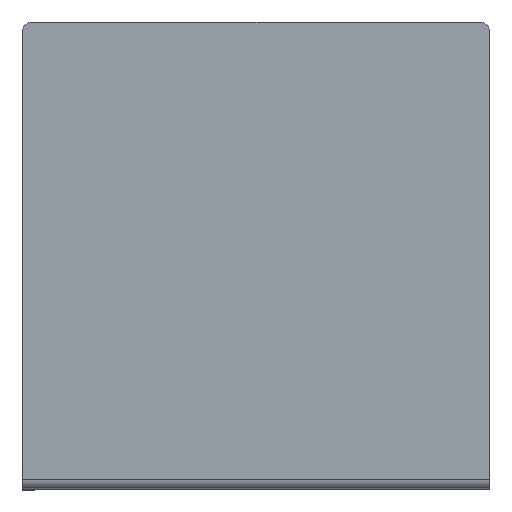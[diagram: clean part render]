
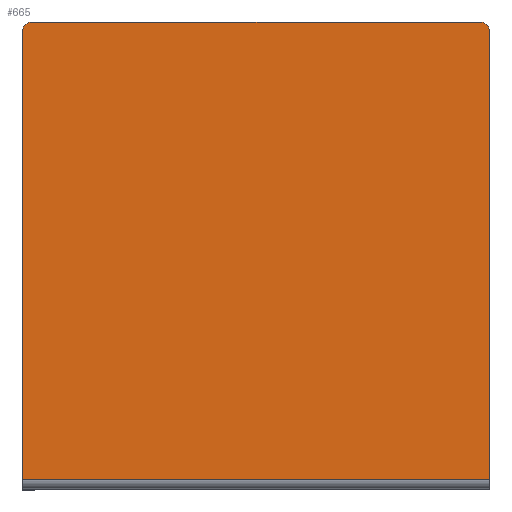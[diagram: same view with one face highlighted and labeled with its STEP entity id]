
A CAD part, top view. The second image highlights one B-rep face of the part: STEP entity #665.
In plain terms, the highlighted planar face has unit normal (0, 0, 1).
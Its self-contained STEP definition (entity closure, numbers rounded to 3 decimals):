
#45=PLANE('',#826);
#93=FACE_OUTER_BOUND('',#133,.T.);
#133=EDGE_LOOP('',(#557,#558,#559,#560,#561,#562));
#165=LINE('',#1168,#213);
#173=LINE('',#1195,#221);
#179=LINE('',#1212,#227);
#182=LINE('',#1218,#230);
#213=VECTOR('',#980,10.);
#221=VECTOR('',#1008,10.);
#227=VECTOR('',#1024,10.);
#230=VECTOR('',#1033,10.);
#256=CIRCLE('',#804,0.1);
#258=CIRCLE('',#809,0.1);
#293=VERTEX_POINT('',#1151);
#294=VERTEX_POINT('',#1153);
#299=VERTEX_POINT('',#1167);
#300=VERTEX_POINT('',#1171);
#308=VERTEX_POINT('',#1193);
#314=VERTEX_POINT('',#1211);
#365=EDGE_CURVE('',#293,#294,#256,.T.);
#372=EDGE_CURVE('',#294,#299,#165,.T.);
#374=EDGE_CURVE('',#299,#300,#258,.T.);
#386=EDGE_CURVE('',#308,#293,#173,.T.);
#394=EDGE_CURVE('',#300,#314,#179,.T.);
#398=EDGE_CURVE('',#314,#308,#182,.T.);
#557=ORIENTED_EDGE('',*,*,#365,.F.);
#558=ORIENTED_EDGE('',*,*,#386,.F.);
#559=ORIENTED_EDGE('',*,*,#398,.F.);
#560=ORIENTED_EDGE('',*,*,#394,.F.);
#561=ORIENTED_EDGE('',*,*,#374,.F.);
#562=ORIENTED_EDGE('',*,*,#372,.F.);
#665=ADVANCED_FACE('',(#93),#45,.T.);
#804=AXIS2_PLACEMENT_3D('',#1154,#967,#968);
#809=AXIS2_PLACEMENT_3D('',#1172,#984,#985);
#826=AXIS2_PLACEMENT_3D('',#1219,#1034,#1035);
#967=DIRECTION('center_axis',(0.,0.,-1.));
#968=DIRECTION('ref_axis',(-0.707,0.707,0.));
#980=DIRECTION('',(1.,0.,0.));
#984=DIRECTION('center_axis',(0.,0.,-1.));
#985=DIRECTION('ref_axis',(0.707,0.707,0.));
#1008=DIRECTION('',(0.,1.,0.));
#1024=DIRECTION('',(0.,-1.,0.));
#1033=DIRECTION('',(-1.,0.,0.));
#1034=DIRECTION('center_axis',(0.,0.,1.));
#1035=DIRECTION('ref_axis',(0.,-1.,0.));
#1151=CARTESIAN_POINT('',(-2.5,2.4,0.25));
#1153=CARTESIAN_POINT('',(-2.4,2.5,0.25));
#1154=CARTESIAN_POINT('Origin',(-2.4,2.4,0.25));
#1167=CARTESIAN_POINT('',(2.4,2.5,0.25));
#1168=CARTESIAN_POINT('',(0.,2.5,0.25));
#1171=CARTESIAN_POINT('',(2.5,2.4,0.25));
#1172=CARTESIAN_POINT('Origin',(2.4,2.4,0.25));
#1193=CARTESIAN_POINT('',(-2.5,-2.4,0.25));
#1195=CARTESIAN_POINT('',(-2.5,2.5,0.25));
#1211=CARTESIAN_POINT('',(2.5,-2.4,0.25));
#1212=CARTESIAN_POINT('',(2.5,2.5,0.25));
#1218=CARTESIAN_POINT('',(0.,-2.4,0.25));
#1219=CARTESIAN_POINT('Origin',(0.,2.5,0.25));
